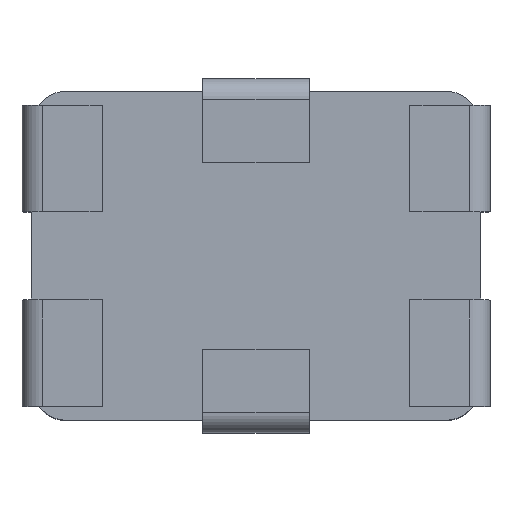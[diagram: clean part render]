
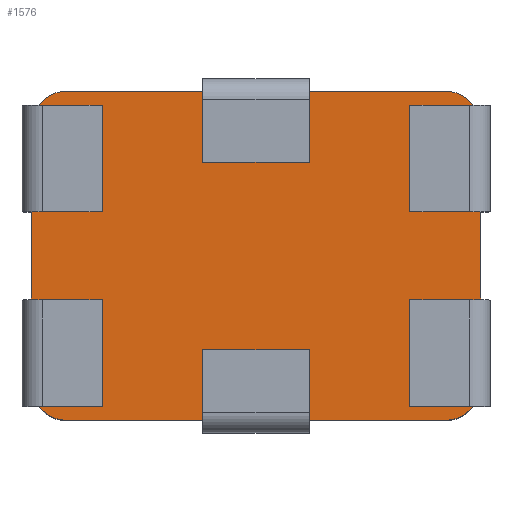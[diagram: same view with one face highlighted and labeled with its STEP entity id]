
A CAD part, top view. The second image highlights one B-rep face of the part: STEP entity #1576.
In plain terms, the highlighted planar face has unit normal (0, 0, 1).
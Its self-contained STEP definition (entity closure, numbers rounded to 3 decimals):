
#154=FACE_OUTER_BOUND('',#232,.T.);
#232=EDGE_LOOP('',(#1325,#1326,#1327,#1328,#1329,#1330,#1331,#1332,#1333,
#1334,#1335,#1336,#1337,#1338,#1339,#1340,#1341,#1342,#1343,#1344,#1345,
#1346,#1347,#1348,#1349,#1350,#1351,#1352));
#263=LINE('',#2177,#443);
#275=LINE('',#2210,#455);
#285=LINE('',#2237,#465);
#290=LINE('',#2250,#470);
#306=LINE('',#2287,#486);
#313=LINE('',#2307,#493);
#319=LINE('',#2324,#499);
#330=LINE('',#2343,#510);
#346=LINE('',#2383,#526);
#354=LINE('',#2404,#534);
#375=LINE('',#2446,#555);
#377=LINE('',#2451,#557);
#379=LINE('',#2455,#559);
#380=LINE('',#2459,#560);
#382=LINE('',#2467,#562);
#384=LINE('',#2473,#564);
#391=LINE('',#2491,#571);
#392=LINE('',#2493,#572);
#393=LINE('',#2495,#573);
#394=LINE('',#2496,#574);
#395=LINE('',#2498,#575);
#396=LINE('',#2500,#576);
#397=LINE('',#2502,#577);
#398=LINE('',#2503,#578);
#443=VECTOR('',#1755,10.);
#455=VECTOR('',#1783,10.);
#465=VECTOR('',#1801,1000.);
#470=VECTOR('',#1810,1000.);
#486=VECTOR('',#1844,1000.);
#493=VECTOR('',#1857,1000.);
#499=VECTOR('',#1869,1000.);
#510=VECTOR('',#1892,10.);
#526=VECTOR('',#1932,10.);
#534=VECTOR('',#1952,10.);
#555=VECTOR('',#1985,1000.);
#557=VECTOR('',#1989,1000.);
#559=VECTOR('',#1995,10.);
#560=VECTOR('',#2002,10.);
#562=VECTOR('',#2016,10.);
#564=VECTOR('',#2024,10.);
#571=VECTOR('',#2049,1000.);
#572=VECTOR('',#2050,1000.);
#573=VECTOR('',#2051,1000.);
#574=VECTOR('',#2052,1000.);
#575=VECTOR('',#2053,1000.);
#576=VECTOR('',#2054,1000.);
#577=VECTOR('',#2055,1000.);
#578=VECTOR('',#2056,1000.);
#641=CIRCLE('',#1681,0.1);
#642=CIRCLE('',#1684,0.1);
#643=CIRCLE('',#1690,0.1);
#644=CIRCLE('',#1693,0.1);
#656=VERTEX_POINT('',#2156);
#664=VERTEX_POINT('',#2176);
#668=VERTEX_POINT('',#2185);
#677=VERTEX_POINT('',#2208);
#689=VERTEX_POINT('',#2234);
#690=VERTEX_POINT('',#2236);
#695=VERTEX_POINT('',#2247);
#696=VERTEX_POINT('',#2249);
#708=VERTEX_POINT('',#2285);
#717=VERTEX_POINT('',#2304);
#718=VERTEX_POINT('',#2306);
#725=VERTEX_POINT('',#2321);
#726=VERTEX_POINT('',#2323);
#732=VERTEX_POINT('',#2360);
#742=VERTEX_POINT('',#2386);
#747=VERTEX_POINT('',#2402);
#761=VERTEX_POINT('',#2442);
#762=VERTEX_POINT('',#2444);
#763=VERTEX_POINT('',#2448);
#764=VERTEX_POINT('',#2450);
#765=VERTEX_POINT('',#2469);
#766=VERTEX_POINT('',#2475);
#767=VERTEX_POINT('',#2490);
#768=VERTEX_POINT('',#2492);
#769=VERTEX_POINT('',#2494);
#770=VERTEX_POINT('',#2497);
#771=VERTEX_POINT('',#2499);
#772=VERTEX_POINT('',#2501);
#810=EDGE_CURVE('',#664,#656,#263,.T.);
#826=EDGE_CURVE('',#668,#677,#275,.T.);
#839=EDGE_CURVE('',#690,#689,#285,.T.);
#845=EDGE_CURVE('',#696,#695,#290,.T.);
#864=EDGE_CURVE('',#695,#708,#306,.T.);
#873=EDGE_CURVE('',#718,#717,#313,.T.);
#881=EDGE_CURVE('',#726,#725,#319,.T.);
#892=EDGE_CURVE('',#725,#664,#330,.T.);
#912=EDGE_CURVE('',#708,#732,#346,.T.);
#922=EDGE_CURVE('',#742,#747,#354,.T.);
#947=EDGE_CURVE('',#762,#761,#375,.T.);
#949=EDGE_CURVE('',#763,#764,#377,.T.);
#951=EDGE_CURVE('',#747,#690,#379,.T.);
#952=EDGE_CURVE('',#742,#762,#641,.T.);
#953=EDGE_CURVE('',#726,#689,#380,.T.);
#954=EDGE_CURVE('',#764,#656,#642,.T.);
#956=EDGE_CURVE('',#677,#718,#382,.T.);
#957=EDGE_CURVE('',#668,#765,#643,.T.);
#959=EDGE_CURVE('',#696,#717,#384,.T.);
#961=EDGE_CURVE('',#766,#732,#644,.T.);
#967=EDGE_CURVE('',#763,#767,#391,.T.);
#968=EDGE_CURVE('',#767,#768,#392,.T.);
#969=EDGE_CURVE('',#768,#769,#393,.T.);
#970=EDGE_CURVE('',#765,#769,#394,.T.);
#971=EDGE_CURVE('',#770,#766,#395,.T.);
#972=EDGE_CURVE('',#771,#770,#396,.T.);
#973=EDGE_CURVE('',#772,#771,#397,.T.);
#974=EDGE_CURVE('',#761,#772,#398,.T.);
#1325=ORIENTED_EDGE('',*,*,#810,.T.);
#1326=ORIENTED_EDGE('',*,*,#954,.F.);
#1327=ORIENTED_EDGE('',*,*,#949,.F.);
#1328=ORIENTED_EDGE('',*,*,#967,.T.);
#1329=ORIENTED_EDGE('',*,*,#968,.T.);
#1330=ORIENTED_EDGE('',*,*,#969,.T.);
#1331=ORIENTED_EDGE('',*,*,#970,.F.);
#1332=ORIENTED_EDGE('',*,*,#957,.F.);
#1333=ORIENTED_EDGE('',*,*,#826,.T.);
#1334=ORIENTED_EDGE('',*,*,#956,.T.);
#1335=ORIENTED_EDGE('',*,*,#873,.T.);
#1336=ORIENTED_EDGE('',*,*,#959,.F.);
#1337=ORIENTED_EDGE('',*,*,#845,.T.);
#1338=ORIENTED_EDGE('',*,*,#864,.T.);
#1339=ORIENTED_EDGE('',*,*,#912,.T.);
#1340=ORIENTED_EDGE('',*,*,#961,.F.);
#1341=ORIENTED_EDGE('',*,*,#971,.F.);
#1342=ORIENTED_EDGE('',*,*,#972,.F.);
#1343=ORIENTED_EDGE('',*,*,#973,.F.);
#1344=ORIENTED_EDGE('',*,*,#974,.F.);
#1345=ORIENTED_EDGE('',*,*,#947,.F.);
#1346=ORIENTED_EDGE('',*,*,#952,.F.);
#1347=ORIENTED_EDGE('',*,*,#922,.T.);
#1348=ORIENTED_EDGE('',*,*,#951,.T.);
#1349=ORIENTED_EDGE('',*,*,#839,.T.);
#1350=ORIENTED_EDGE('',*,*,#953,.F.);
#1351=ORIENTED_EDGE('',*,*,#881,.T.);
#1352=ORIENTED_EDGE('',*,*,#892,.T.);
#1502=PLANE('',#1700);
#1576=ADVANCED_FACE('',(#154),#1502,.F.);
#1681=AXIS2_PLACEMENT_3D('',#2457,#1998,#1999);
#1684=AXIS2_PLACEMENT_3D('',#2461,#2005,#2006);
#1690=AXIS2_PLACEMENT_3D('',#2470,#2019,#2020);
#1693=AXIS2_PLACEMENT_3D('',#2477,#2028,#2029);
#1700=AXIS2_PLACEMENT_3D('',#2489,#2047,#2048);
#1755=DIRECTION('',(1.,0.,0.));
#1783=DIRECTION('',(1.,0.,0.));
#1801=DIRECTION('',(1.,0.,0.));
#1810=DIRECTION('',(1.,0.,0.));
#1844=DIRECTION('',(0.,-1.,0.));
#1857=DIRECTION('',(-1.,0.,0.));
#1869=DIRECTION('',(-1.,0.,0.));
#1892=DIRECTION('',(0.,1.,0.));
#1932=DIRECTION('',(-1.,0.,0.));
#1952=DIRECTION('',(-1.,0.,0.));
#1985=DIRECTION('',(-1.,0.,0.));
#1989=DIRECTION('',(1.,0.,0.));
#1995=DIRECTION('',(0.,1.,0.));
#1998=DIRECTION('center_axis',(0.,0.,-1.));
#1999=DIRECTION('ref_axis',(-1.,0.,0.));
#2002=DIRECTION('',(0.,-1.,0.));
#2005=DIRECTION('center_axis',(0.,0.,-1.));
#2006=DIRECTION('ref_axis',(-1.,0.,0.));
#2016=DIRECTION('',(0.,-1.,0.));
#2019=DIRECTION('center_axis',(0.,0.,-1.));
#2020=DIRECTION('ref_axis',(1.,0.,0.));
#2024=DIRECTION('',(0.,1.,0.));
#2028=DIRECTION('center_axis',(0.,0.,-1.));
#2029=DIRECTION('ref_axis',(1.,0.,0.));
#2047=DIRECTION('center_axis',(0.,0.,-1.));
#2048=DIRECTION('ref_axis',(-1.,0.,0.));
#2049=DIRECTION('',(0.,-1.,0.));
#2050=DIRECTION('',(-1.,0.,0.));
#2051=DIRECTION('',(0.,1.,0.));
#2052=DIRECTION('',(1.,0.,0.));
#2053=DIRECTION('',(-1.,0.,0.));
#2054=DIRECTION('',(0.,-1.,0.));
#2055=DIRECTION('',(-1.,0.,0.));
#2056=DIRECTION('',(0.,1.,0.));
#2156=CARTESIAN_POINT('',(0.615,0.425,0.35));
#2176=CARTESIAN_POINT('',(0.435,0.425,0.35));
#2177=CARTESIAN_POINT('',(-0.233,0.425,0.35));
#2185=CARTESIAN_POINT('',(-0.615,0.425,0.35));
#2208=CARTESIAN_POINT('',(-0.435,0.425,0.35));
#2210=CARTESIAN_POINT('',(-0.668,0.425,0.35));
#2234=CARTESIAN_POINT('',(0.635,-0.125,0.35));
#2236=CARTESIAN_POINT('',(0.435,-0.125,0.35));
#2237=CARTESIAN_POINT('',(-1.265,-0.125,0.35));
#2247=CARTESIAN_POINT('',(-0.435,-0.125,0.35));
#2249=CARTESIAN_POINT('',(-0.635,-0.125,0.35));
#2250=CARTESIAN_POINT('',(-0.535,-0.125,0.35));
#2285=CARTESIAN_POINT('',(-0.435,-0.425,0.35));
#2287=CARTESIAN_POINT('',(-0.435,-0.365,0.35));
#2304=CARTESIAN_POINT('',(-0.635,0.125,0.35));
#2306=CARTESIAN_POINT('',(-0.435,0.125,0.35));
#2307=CARTESIAN_POINT('',(-0.535,0.125,0.35));
#2321=CARTESIAN_POINT('',(0.435,0.125,0.35));
#2323=CARTESIAN_POINT('',(0.635,0.125,0.35));
#2324=CARTESIAN_POINT('',(-1.265,0.125,0.35));
#2343=CARTESIAN_POINT('',(0.435,-0.148,0.35));
#2360=CARTESIAN_POINT('',(-0.615,-0.425,0.35));
#2383=CARTESIAN_POINT('',(-0.668,-0.425,0.35));
#2386=CARTESIAN_POINT('',(0.615,-0.425,0.35));
#2402=CARTESIAN_POINT('',(0.435,-0.425,0.35));
#2404=CARTESIAN_POINT('',(-0.233,-0.425,0.35));
#2442=CARTESIAN_POINT('',(0.15,-0.465,0.35));
#2444=CARTESIAN_POINT('',(0.535,-0.465,0.35));
#2446=CARTESIAN_POINT('',(-1.265,-0.465,0.35));
#2448=CARTESIAN_POINT('',(0.15,0.465,0.35));
#2450=CARTESIAN_POINT('',(0.535,0.465,0.35));
#2451=CARTESIAN_POINT('',(0.535,0.465,0.35));
#2455=CARTESIAN_POINT('',(0.435,-0.488,0.35));
#2457=CARTESIAN_POINT('Origin',(0.535,-0.365,0.35));
#2459=CARTESIAN_POINT('',(0.635,-0.04,0.35));
#2461=CARTESIAN_POINT('Origin',(0.535,0.365,0.35));
#2467=CARTESIAN_POINT('',(-0.435,-0.148,0.35));
#2469=CARTESIAN_POINT('',(-0.535,0.465,0.35));
#2470=CARTESIAN_POINT('Origin',(-0.535,0.365,0.35));
#2473=CARTESIAN_POINT('',(-0.635,0.04,0.35));
#2475=CARTESIAN_POINT('',(-0.535,-0.465,0.35));
#2477=CARTESIAN_POINT('Origin',(-0.535,-0.365,0.35));
#2489=CARTESIAN_POINT('Origin',(-0.9,-0.635,0.35));
#2490=CARTESIAN_POINT('',(0.15,0.265,0.35));
#2491=CARTESIAN_POINT('',(0.15,-0.635,0.35));
#2492=CARTESIAN_POINT('',(-0.15,0.265,0.35));
#2493=CARTESIAN_POINT('',(-0.9,0.265,0.35));
#2494=CARTESIAN_POINT('',(-0.15,0.465,0.35));
#2495=CARTESIAN_POINT('',(-0.15,-0.635,0.35));
#2496=CARTESIAN_POINT('',(0.9,0.465,0.35));
#2497=CARTESIAN_POINT('',(-0.15,-0.465,0.35));
#2498=CARTESIAN_POINT('',(-0.535,-0.465,0.35));
#2499=CARTESIAN_POINT('',(-0.15,-0.265,0.35));
#2500=CARTESIAN_POINT('',(-0.15,-0.365,0.35));
#2501=CARTESIAN_POINT('',(0.15,-0.265,0.35));
#2502=CARTESIAN_POINT('',(-0.9,-0.265,0.35));
#2503=CARTESIAN_POINT('',(0.15,-0.365,0.35));
